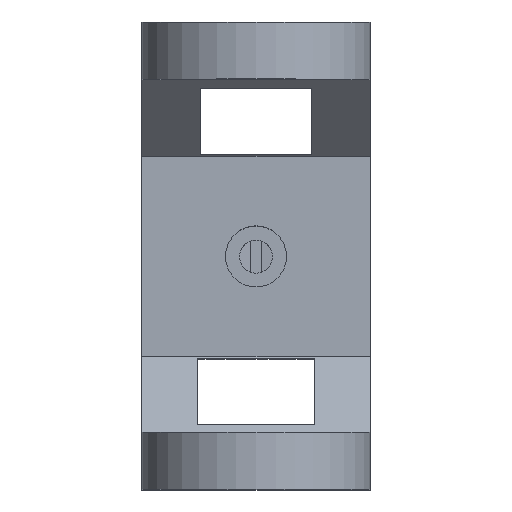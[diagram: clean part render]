
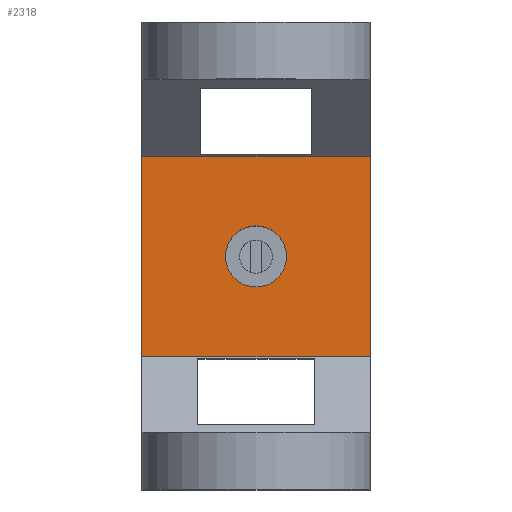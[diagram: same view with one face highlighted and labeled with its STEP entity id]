
A CAD part, top view. The second image highlights one B-rep face of the part: STEP entity #2318.
In plain terms, the highlighted planar face has unit normal (0, 0, 1).
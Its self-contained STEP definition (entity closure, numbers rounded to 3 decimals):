
#46=FACE_BOUND('',#375,.T.);
#121=PLANE('',#2538);
#234=FACE_OUTER_BOUND('',#374,.T.);
#374=EDGE_LOOP('',(#2073,#2074,#2075,#2076));
#375=EDGE_LOOP('',(#2077));
#580=LINE('',#3784,#817);
#588=LINE('',#3800,#825);
#608=LINE('',#3899,#845);
#612=LINE('',#3906,#849);
#817=VECTOR('',#2985,10.);
#825=VECTOR('',#2995,10.);
#845=VECTOR('',#3133,10.);
#849=VECTOR('',#3139,10.);
#946=CIRCLE('',#2502,6.004);
#1139=VERTEX_POINT('',#3781);
#1140=VERTEX_POINT('',#3783);
#1146=VERTEX_POINT('',#3797);
#1147=VERTEX_POINT('',#3799);
#1159=VERTEX_POINT('',#3845);
#1423=EDGE_CURVE('',#1139,#1140,#580,.T.);
#1431=EDGE_CURVE('',#1146,#1147,#588,.T.);
#1459=EDGE_CURVE('',#1159,#1159,#946,.T.);
#1485=EDGE_CURVE('',#1146,#1140,#608,.T.);
#1489=EDGE_CURVE('',#1139,#1147,#612,.T.);
#2073=ORIENTED_EDGE('',*,*,#1489,.T.);
#2074=ORIENTED_EDGE('',*,*,#1431,.F.);
#2075=ORIENTED_EDGE('',*,*,#1485,.T.);
#2076=ORIENTED_EDGE('',*,*,#1423,.F.);
#2077=ORIENTED_EDGE('',*,*,#1459,.T.);
#2318=ADVANCED_FACE('',(#234,#46),#121,.T.);
#2502=AXIS2_PLACEMENT_3D('',#3846,#3052,#3053);
#2538=AXIS2_PLACEMENT_3D('',#3905,#3137,#3138);
#2985=DIRECTION('',(0.,1.,0.));
#2995=DIRECTION('',(0.,-1.,0.));
#3052=DIRECTION('center_axis',(0.,0.,-1.));
#3053=DIRECTION('ref_axis',(-1.,0.,0.));
#3133=DIRECTION('',(-1.,0.,0.));
#3137=DIRECTION('center_axis',(0.,0.,1.));
#3138=DIRECTION('ref_axis',(1.,0.,0.));
#3139=DIRECTION('',(1.,0.,0.));
#3781=CARTESIAN_POINT('',(277.5,60.,-97.2));
#3783=CARTESIAN_POINT('',(277.5,99.425,-97.2));
#3784=CARTESIAN_POINT('',(277.5,33.8,-97.2));
#3797=CARTESIAN_POINT('',(322.5,99.425,-97.2));
#3799=CARTESIAN_POINT('',(322.5,60.,-97.2));
#3800=CARTESIAN_POINT('',(322.5,125.625,-97.2));
#3845=CARTESIAN_POINT('',(306.004,79.712,-97.2));
#3846=CARTESIAN_POINT('Origin',(300.,79.712,-97.2));
#3899=CARTESIAN_POINT('',(280.,99.425,-97.2));
#3905=CARTESIAN_POINT('Origin',(300.,79.713,-97.2));
#3906=CARTESIAN_POINT('',(320.,60.,-97.2));
